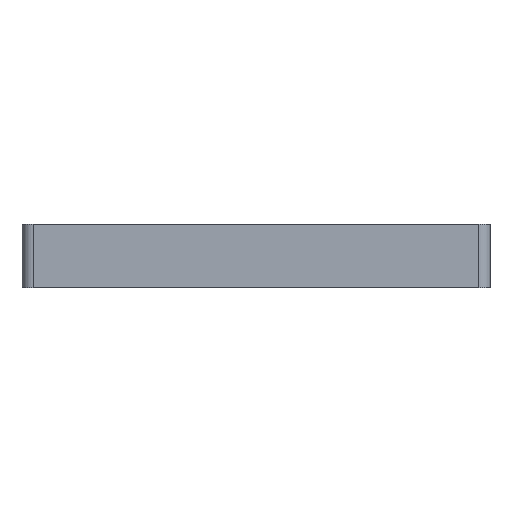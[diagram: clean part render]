
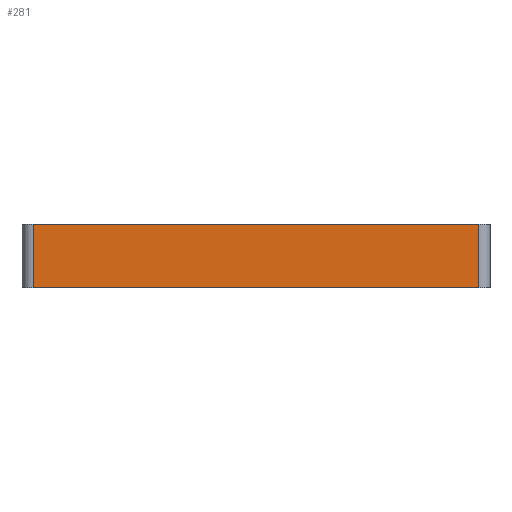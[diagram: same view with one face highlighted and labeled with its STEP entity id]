
A CAD part, left-side view. The second image highlights one B-rep face of the part: STEP entity #281.
In plain terms, the highlighted planar face has unit normal (-1, 0, 0).
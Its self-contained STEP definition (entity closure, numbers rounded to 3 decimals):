
#22 = PLANE ( 'NONE',  #1168 ) ;
#42 = EDGE_CURVE ( 'NONE', #844, #899, #957, .T. ) ;
#85 = CARTESIAN_POINT ( 'NONE',  ( -31.25, -7.5, 5.7 ) ) ;
#89 = VECTOR ( 'NONE', #557, 1000. ) ;
#164 = LINE ( 'NONE', #1149, #89 ) ;
#192 = VERTEX_POINT ( 'NONE', #85 ) ;
#200 = FACE_OUTER_BOUND ( 'NONE', #918, .T. ) ;
#233 = EDGE_CURVE ( 'NONE', #192, #899, #565, .T. ) ;
#236 = CARTESIAN_POINT ( 'NONE',  ( -31.25, -7.5, 0. ) ) ;
#281 = ADVANCED_FACE ( 'NONE', ( #200 ), #22, .F. ) ;
#295 = CARTESIAN_POINT ( 'NONE',  ( -31.25, -47.5, 5.7 ) ) ;
#410 = DIRECTION ( 'NONE',  ( 0., -1., 0. ) ) ;
#418 = VECTOR ( 'NONE', #410, 1000. ) ;
#449 = CARTESIAN_POINT ( 'NONE',  ( -31.25, -47.5, 5.7 ) ) ;
#486 = DIRECTION ( 'NONE',  ( 0., -1., 0. ) ) ;
#494 = DIRECTION ( 'NONE',  ( 0., 1., 0. ) ) ;
#530 = LINE ( 'NONE', #695, #418 ) ;
#549 = EDGE_CURVE ( 'NONE', #192, #1232, #164, .T. ) ;
#557 = DIRECTION ( 'NONE',  ( 0., 0., -1. ) ) ;
#565 = LINE ( 'NONE', #1153, #985 ) ;
#674 = DIRECTION ( 'NONE',  ( 0., 0., 1. ) ) ;
#695 = CARTESIAN_POINT ( 'NONE',  ( -31.25, -6.5, 0. ) ) ;
#696 = ORIENTED_EDGE ( 'NONE', *, *, #549, .T. ) ;
#732 = VECTOR ( 'NONE', #674, 1000. ) ;
#805 = ORIENTED_EDGE ( 'NONE', *, *, #42, .T. ) ;
#844 = VERTEX_POINT ( 'NONE', #1105 ) ;
#897 = CARTESIAN_POINT ( 'NONE',  ( -31.25, -6.5, 5.7 ) ) ;
#899 = VERTEX_POINT ( 'NONE', #449 ) ;
#918 = EDGE_LOOP ( 'NONE', ( #1044, #805, #1183, #696 ) ) ;
#957 = LINE ( 'NONE', #295, #732 ) ;
#985 = VECTOR ( 'NONE', #486, 1000. ) ;
#1044 = ORIENTED_EDGE ( 'NONE', *, *, #1152, .T. ) ;
#1079 = DIRECTION ( 'NONE',  ( 1., 0., 0. ) ) ;
#1105 = CARTESIAN_POINT ( 'NONE',  ( -31.25, -47.5, 0. ) ) ;
#1149 = CARTESIAN_POINT ( 'NONE',  ( -31.25, -7.5, 5.7 ) ) ;
#1152 = EDGE_CURVE ( 'NONE', #1232, #844, #530, .T. ) ;
#1153 = CARTESIAN_POINT ( 'NONE',  ( -31.25, -6.5, 5.7 ) ) ;
#1168 = AXIS2_PLACEMENT_3D ( 'NONE', #897, #1079, #494 ) ;
#1183 = ORIENTED_EDGE ( 'NONE', *, *, #233, .F. ) ;
#1232 = VERTEX_POINT ( 'NONE', #236 ) ;
